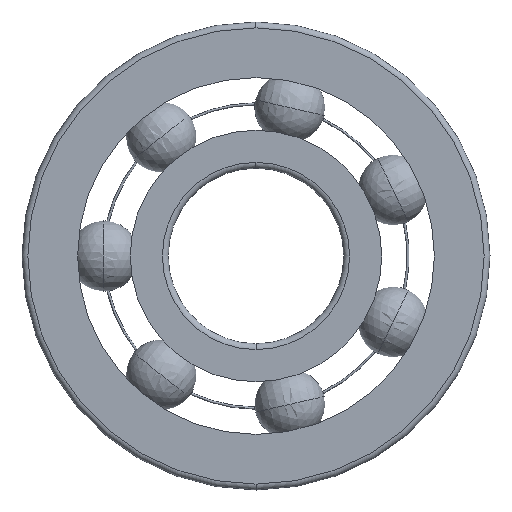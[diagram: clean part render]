
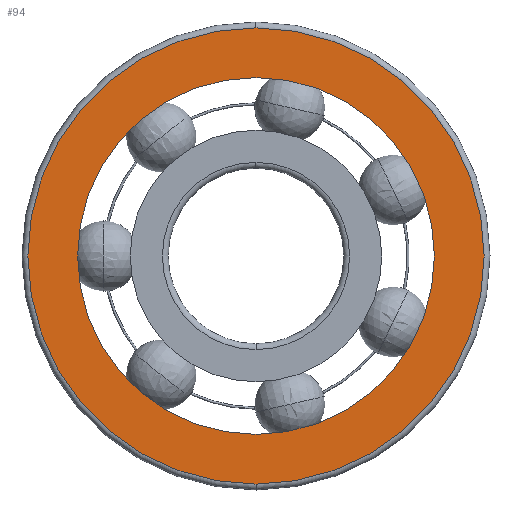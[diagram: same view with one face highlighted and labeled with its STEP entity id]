
A CAD part, left-side view. The second image highlights one B-rep face of the part: STEP entity #94.
In plain terms, the highlighted planar face has unit normal (-1, 0, 0).
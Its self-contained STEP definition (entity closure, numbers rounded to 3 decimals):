
#94=ADVANCED_FACE('',(#165,#166),#167,.T.);
#165=FACE_OUTER_BOUND('',#303,.T.);
#166=FACE_BOUND('',#304,.T.);
#167=PLANE('',#305);
#303=EDGE_LOOP('',(#504,#505,#506));
#304=EDGE_LOOP('',(#507,#508));
#305=AXIS2_PLACEMENT_3D('',#509,#510,#511);
#504=ORIENTED_EDGE('',*,*,#905,.F.);
#505=ORIENTED_EDGE('',*,*,#904,.F.);
#506=ORIENTED_EDGE('',*,*,#918,.F.);
#507=ORIENTED_EDGE('',*,*,#917,.T.);
#508=ORIENTED_EDGE('',*,*,#909,.T.);
#509=CARTESIAN_POINT('',(0.,1.738,0.0));
#510=DIRECTION('',(-1.0,0.,0.0));
#511=DIRECTION('',(0.,-1.0,-0.0));
#904=EDGE_CURVE('',#1061,#1064,#1065,.T.);
#905=EDGE_CURVE('',#1064,#1066,#1067,.T.);
#909=EDGE_CURVE('',#1073,#1070,#1074,.T.);
#917=EDGE_CURVE('',#1070,#1073,#1085,.T.);
#918=EDGE_CURVE('',#1066,#1061,#1086,.T.);
#1061=VERTEX_POINT('',#1303);
#1064=VERTEX_POINT('',#1306);
#1065=CIRCLE('',#1307,1.95);
#1066=VERTEX_POINT('',#1308);
#1067=CIRCLE('',#1309,1.95);
#1070=VERTEX_POINT('',#1312);
#1073=VERTEX_POINT('',#1316);
#1074=CIRCLE('',#1317,1.525);
#1085=CIRCLE('',#1329,1.525);
#1086=CIRCLE('',#1330,1.95);
#1303=CARTESIAN_POINT('',(0.0,0.,-1.95));
#1306=CARTESIAN_POINT('',(0.,1.95,0.0));
#1307=AXIS2_PLACEMENT_3D('',#2046,#2047,#2048);
#1308=CARTESIAN_POINT('',(0.0,0.,1.95));
#1309=AXIS2_PLACEMENT_3D('',#2049,#2050,#2051);
#1312=CARTESIAN_POINT('',(0.0,1.525,0.0));
#1316=CARTESIAN_POINT('',(0.0,-1.525,0.));
#1317=AXIS2_PLACEMENT_3D('',#2059,#2060,#2061);
#1329=AXIS2_PLACEMENT_3D('',#2081,#2082,#2083);
#1330=AXIS2_PLACEMENT_3D('',#2084,#2085,#2086);
#2046=CARTESIAN_POINT('',(0.0,0.0,0.0));
#2047=DIRECTION('',(1.0,0.0,0.0));
#2048=DIRECTION('',(0.0,1.0,0.0));
#2049=CARTESIAN_POINT('',(0.0,0.0,0.0));
#2050=DIRECTION('',(1.0,0.0,0.0));
#2051=DIRECTION('',(0.0,1.0,0.0));
#2059=CARTESIAN_POINT('',(0.0,0.0,0.0));
#2060=DIRECTION('',(1.0,0.0,0.0));
#2061=DIRECTION('',(0.0,1.0,0.0));
#2081=CARTESIAN_POINT('',(0.0,0.0,0.0));
#2082=DIRECTION('',(1.0,0.0,0.0));
#2083=DIRECTION('',(0.0,1.0,0.0));
#2084=CARTESIAN_POINT('',(0.0,0.0,0.0));
#2085=DIRECTION('',(1.0,0.0,0.0));
#2086=DIRECTION('',(0.0,1.0,0.0));
